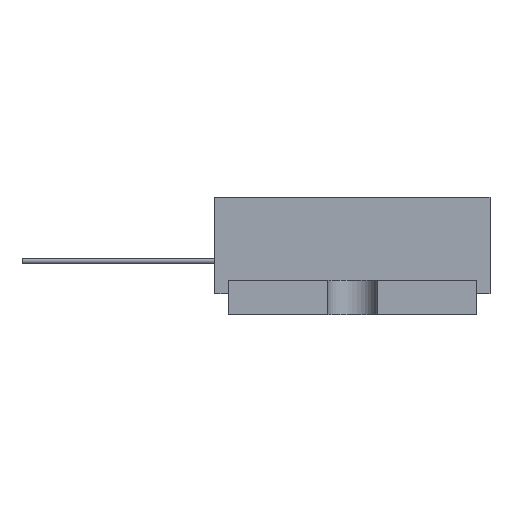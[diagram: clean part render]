
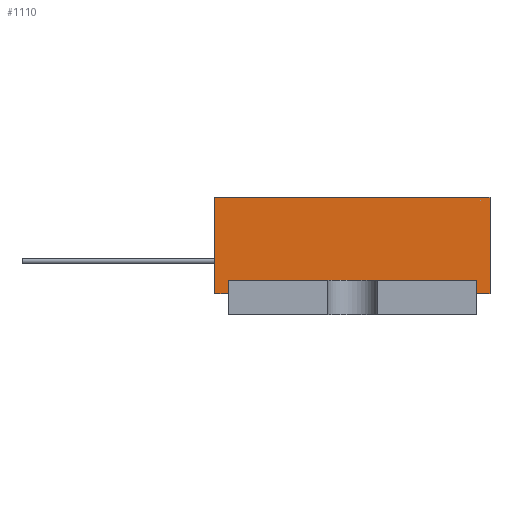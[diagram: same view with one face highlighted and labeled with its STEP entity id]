
A CAD part, left-side view. The second image highlights one B-rep face of the part: STEP entity #1110.
In plain terms, the highlighted planar face has unit normal (-1, 0, 0).
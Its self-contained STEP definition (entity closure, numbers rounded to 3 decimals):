
#1110=ADVANCED_FACE('',(#2213),#2215,.T.);
#2213=FACE_BOUND('',#2214,.T.);
#2214=EDGE_LOOP('',(#3201,#3202,#3203,#3204,#3205,#3206,#3207,#3208));
#2215=PLANE('',#2216);
#2216=AXIS2_PLACEMENT_3D('',#2217,#2218,#2219);
#2217=CARTESIAN_POINT('',(-27.5,10.,1.5));
#2218=DIRECTION('',(-1.,0.,0.));
#2219=DIRECTION('',(0.,-1.,0.));
#3201=ORIENTED_EDGE('',*,*,#3780,.T.);
#3202=ORIENTED_EDGE('',*,*,#3781,.T.);
#3203=ORIENTED_EDGE('',*,*,#3782,.T.);
#3204=ORIENTED_EDGE('',*,*,#3783,.T.);
#3205=ORIENTED_EDGE('',*,*,#3426,.F.);
#3206=ORIENTED_EDGE('',*,*,#3784,.F.);
#3207=ORIENTED_EDGE('',*,*,#3785,.T.);
#3208=ORIENTED_EDGE('',*,*,#3786,.T.);
#3426=EDGE_CURVE('',#3832,#3833,#3834,.T.);
#3780=EDGE_CURVE('',#4424,#4425,#4426,.T.);
#3781=EDGE_CURVE('',#4425,#4427,#4428,.T.);
#3782=EDGE_CURVE('',#4427,#4429,#4430,.T.);
#3783=EDGE_CURVE('',#4429,#3833,#4431,.T.);
#3784=EDGE_CURVE('',#4432,#3832,#4433,.T.);
#3785=EDGE_CURVE('',#4432,#4434,#4435,.T.);
#3786=EDGE_CURVE('',#4434,#4424,#4436,.T.);
#3832=VERTEX_POINT('',#4512);
#3833=VERTEX_POINT('',#4513);
#3834=LINE('',#4514,#4515);
#4424=VERTEX_POINT('',#5842);
#4425=VERTEX_POINT('',#5843);
#4426=LINE('',#5844,#5845);
#4427=VERTEX_POINT('',#5847);
#4428=LINE('',#5848,#5849);
#4429=VERTEX_POINT('',#5851);
#4430=LINE('',#5852,#5853);
#4431=LINE('',#5855,#5856);
#4432=VERTEX_POINT('',#5858);
#4433=LINE('',#5859,#5860);
#4434=VERTEX_POINT('',#5862);
#4435=LINE('',#5863,#5864);
#4436=LINE('',#5866,#5867);
#4512=CARTESIAN_POINT('',(-27.5,10.,8.5));
#4513=CARTESIAN_POINT('',(-27.5,-10.,8.5));
#4514=CARTESIAN_POINT('',(-27.5,10.,8.5));
#4515=VECTOR('',#4516,1.);
#4516=DIRECTION('',(0.,-1.,0.));
#5842=CARTESIAN_POINT('',(-27.5,9.,2.5));
#5843=CARTESIAN_POINT('',(-27.5,-9.,2.5));
#5844=CARTESIAN_POINT('',(-27.5,9.,2.5));
#5845=VECTOR('',#5846,1.);
#5846=DIRECTION('',(0.,-1.,0.));
#5847=CARTESIAN_POINT('',(-27.5,-9.,1.5));
#5848=CARTESIAN_POINT('',(-27.5,-9.,2.5));
#5849=VECTOR('',#5850,1.);
#5850=DIRECTION('',(0.,0.,-1.));
#5851=CARTESIAN_POINT('',(-27.5,-10.,1.5));
#5852=CARTESIAN_POINT('',(-27.5,-9.,1.5));
#5853=VECTOR('',#5854,1.);
#5854=DIRECTION('',(0.,-1.,0.));
#5855=CARTESIAN_POINT('',(-27.5,-10.,1.5));
#5856=VECTOR('',#5857,1.);
#5857=DIRECTION('',(0.,0.,1.));
#5858=CARTESIAN_POINT('',(-27.5,10.,1.5));
#5859=CARTESIAN_POINT('',(-27.5,10.,1.5));
#5860=VECTOR('',#5861,1.);
#5861=DIRECTION('',(0.,0.,1.));
#5862=CARTESIAN_POINT('',(-27.5,9.,1.5));
#5863=CARTESIAN_POINT('',(-27.5,10.,1.5));
#5864=VECTOR('',#5865,1.);
#5865=DIRECTION('',(0.,-1.,0.));
#5866=CARTESIAN_POINT('',(-27.5,9.,1.5));
#5867=VECTOR('',#5868,1.);
#5868=DIRECTION('',(0.,0.,1.));
